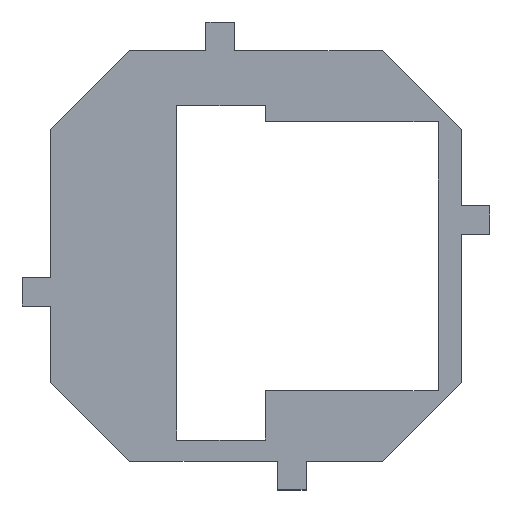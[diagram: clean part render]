
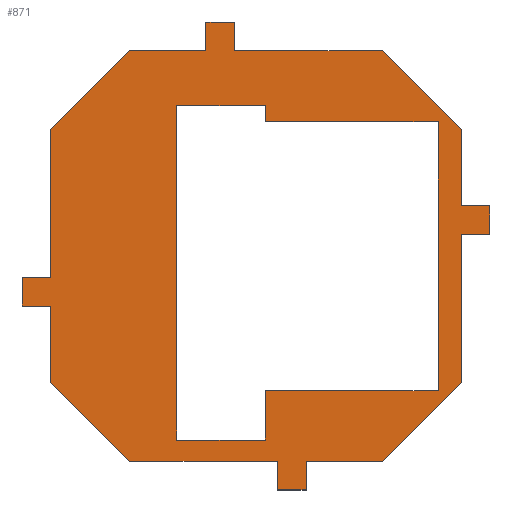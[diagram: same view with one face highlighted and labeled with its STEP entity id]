
A CAD part, top view. The second image highlights one B-rep face of the part: STEP entity #871.
In plain terms, the highlighted planar face has unit normal (0, 0, 1).
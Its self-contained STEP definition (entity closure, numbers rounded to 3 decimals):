
#16=FACE_BOUND('',#104,.T.);
#59=FACE_OUTER_BOUND('',#103,.T.);
#103=EDGE_LOOP('',(#739,#740,#741,#742,#743,#744,#745,#746,#747,#748,#749,
#750,#751,#752,#753,#754,#755,#756,#757,#758,#759,#760,#761,#762));
#104=EDGE_LOOP('',(#763,#764,#765,#766,#767,#768,#769,#770));
#109=LINE('',#1152,#229);
#113=LINE('',#1159,#233);
#116=LINE('',#1165,#236);
#119=LINE('',#1173,#239);
#122=LINE('',#1179,#242);
#125=LINE('',#1185,#245);
#129=LINE('',#1194,#249);
#133=LINE('',#1201,#253);
#136=LINE('',#1207,#256);
#139=LINE('',#1215,#259);
#142=LINE('',#1221,#262);
#145=LINE('',#1227,#265);
#149=LINE('',#1234,#269);
#150=LINE('',#1237,#270);
#155=LINE('',#1246,#275);
#156=LINE('',#1249,#276);
#161=LINE('',#1258,#281);
#162=LINE('',#1261,#282);
#167=LINE('',#1270,#287);
#168=LINE('',#1273,#288);
#201=LINE('',#1337,#321);
#204=LINE('',#1343,#324);
#207=LINE('',#1349,#327);
#210=LINE('',#1355,#330);
#213=LINE('',#1361,#333);
#216=LINE('',#1367,#336);
#219=LINE('',#1373,#339);
#222=LINE('',#1377,#342);
#223=LINE('',#1379,#343);
#224=LINE('',#1381,#344);
#225=LINE('',#1383,#345);
#226=LINE('',#1385,#346);
#229=VECTOR('',#942,10.);
#233=VECTOR('',#948,10.);
#236=VECTOR('',#953,10.);
#239=VECTOR('',#958,10.);
#242=VECTOR('',#963,10.);
#245=VECTOR('',#968,10.);
#249=VECTOR('',#974,10.);
#253=VECTOR('',#980,10.);
#256=VECTOR('',#985,10.);
#259=VECTOR('',#990,10.);
#262=VECTOR('',#995,10.);
#265=VECTOR('',#1000,10.);
#269=VECTOR('',#1006,10.);
#270=VECTOR('',#1009,10.);
#275=VECTOR('',#1016,10.);
#276=VECTOR('',#1019,10.);
#281=VECTOR('',#1026,10.);
#282=VECTOR('',#1029,10.);
#287=VECTOR('',#1036,10.);
#288=VECTOR('',#1039,10.);
#321=VECTOR('',#1092,10.);
#324=VECTOR('',#1097,10.);
#327=VECTOR('',#1102,10.);
#330=VECTOR('',#1107,10.);
#333=VECTOR('',#1112,10.);
#336=VECTOR('',#1117,10.);
#339=VECTOR('',#1122,10.);
#342=VECTOR('',#1127,10.);
#343=VECTOR('',#1130,10.);
#344=VECTOR('',#1133,10.);
#345=VECTOR('',#1136,10.);
#346=VECTOR('',#1139,10.);
#349=VERTEX_POINT('',#1149);
#350=VERTEX_POINT('',#1151);
#352=VERTEX_POINT('',#1157);
#354=VERTEX_POINT('',#1163);
#357=VERTEX_POINT('',#1170);
#358=VERTEX_POINT('',#1172);
#360=VERTEX_POINT('',#1178);
#362=VERTEX_POINT('',#1184);
#365=VERTEX_POINT('',#1191);
#366=VERTEX_POINT('',#1193);
#368=VERTEX_POINT('',#1199);
#370=VERTEX_POINT('',#1205);
#373=VERTEX_POINT('',#1212);
#374=VERTEX_POINT('',#1214);
#376=VERTEX_POINT('',#1220);
#378=VERTEX_POINT('',#1226);
#380=VERTEX_POINT('',#1232);
#381=VERTEX_POINT('',#1236);
#384=VERTEX_POINT('',#1244);
#385=VERTEX_POINT('',#1248);
#388=VERTEX_POINT('',#1256);
#389=VERTEX_POINT('',#1260);
#392=VERTEX_POINT('',#1268);
#393=VERTEX_POINT('',#1272);
#413=VERTEX_POINT('',#1334);
#414=VERTEX_POINT('',#1336);
#416=VERTEX_POINT('',#1342);
#418=VERTEX_POINT('',#1348);
#420=VERTEX_POINT('',#1354);
#422=VERTEX_POINT('',#1360);
#424=VERTEX_POINT('',#1366);
#426=VERTEX_POINT('',#1372);
#429=EDGE_CURVE('',#350,#349,#109,.T.);
#433=EDGE_CURVE('',#349,#352,#113,.T.);
#436=EDGE_CURVE('',#352,#354,#116,.T.);
#439=EDGE_CURVE('',#358,#357,#119,.T.);
#442=EDGE_CURVE('',#360,#358,#122,.T.);
#445=EDGE_CURVE('',#362,#360,#125,.T.);
#449=EDGE_CURVE('',#366,#365,#129,.T.);
#453=EDGE_CURVE('',#365,#368,#133,.T.);
#456=EDGE_CURVE('',#368,#370,#136,.T.);
#459=EDGE_CURVE('',#374,#373,#139,.T.);
#462=EDGE_CURVE('',#376,#374,#142,.T.);
#465=EDGE_CURVE('',#378,#376,#145,.T.);
#469=EDGE_CURVE('',#354,#380,#149,.T.);
#470=EDGE_CURVE('',#381,#350,#150,.T.);
#475=EDGE_CURVE('',#357,#384,#155,.T.);
#476=EDGE_CURVE('',#385,#362,#156,.T.);
#481=EDGE_CURVE('',#370,#388,#161,.T.);
#482=EDGE_CURVE('',#389,#366,#162,.T.);
#487=EDGE_CURVE('',#373,#392,#167,.T.);
#488=EDGE_CURVE('',#393,#378,#168,.T.);
#521=EDGE_CURVE('',#414,#413,#201,.T.);
#524=EDGE_CURVE('',#416,#414,#204,.T.);
#527=EDGE_CURVE('',#418,#416,#207,.T.);
#530=EDGE_CURVE('',#420,#418,#210,.T.);
#533=EDGE_CURVE('',#422,#420,#213,.T.);
#536=EDGE_CURVE('',#424,#422,#216,.T.);
#539=EDGE_CURVE('',#426,#424,#219,.T.);
#542=EDGE_CURVE('',#413,#426,#222,.T.);
#543=EDGE_CURVE('',#384,#389,#223,.T.);
#544=EDGE_CURVE('',#392,#385,#224,.T.);
#545=EDGE_CURVE('',#380,#393,#225,.T.);
#546=EDGE_CURVE('',#388,#381,#226,.T.);
#739=ORIENTED_EDGE('',*,*,#546,.T.);
#740=ORIENTED_EDGE('',*,*,#470,.T.);
#741=ORIENTED_EDGE('',*,*,#429,.T.);
#742=ORIENTED_EDGE('',*,*,#433,.T.);
#743=ORIENTED_EDGE('',*,*,#436,.T.);
#744=ORIENTED_EDGE('',*,*,#469,.T.);
#745=ORIENTED_EDGE('',*,*,#545,.T.);
#746=ORIENTED_EDGE('',*,*,#488,.T.);
#747=ORIENTED_EDGE('',*,*,#465,.T.);
#748=ORIENTED_EDGE('',*,*,#462,.T.);
#749=ORIENTED_EDGE('',*,*,#459,.T.);
#750=ORIENTED_EDGE('',*,*,#487,.T.);
#751=ORIENTED_EDGE('',*,*,#544,.T.);
#752=ORIENTED_EDGE('',*,*,#476,.T.);
#753=ORIENTED_EDGE('',*,*,#445,.T.);
#754=ORIENTED_EDGE('',*,*,#442,.T.);
#755=ORIENTED_EDGE('',*,*,#439,.T.);
#756=ORIENTED_EDGE('',*,*,#475,.T.);
#757=ORIENTED_EDGE('',*,*,#543,.T.);
#758=ORIENTED_EDGE('',*,*,#482,.T.);
#759=ORIENTED_EDGE('',*,*,#449,.T.);
#760=ORIENTED_EDGE('',*,*,#453,.T.);
#761=ORIENTED_EDGE('',*,*,#456,.T.);
#762=ORIENTED_EDGE('',*,*,#481,.T.);
#763=ORIENTED_EDGE('',*,*,#542,.T.);
#764=ORIENTED_EDGE('',*,*,#539,.T.);
#765=ORIENTED_EDGE('',*,*,#536,.T.);
#766=ORIENTED_EDGE('',*,*,#533,.T.);
#767=ORIENTED_EDGE('',*,*,#530,.T.);
#768=ORIENTED_EDGE('',*,*,#527,.T.);
#769=ORIENTED_EDGE('',*,*,#524,.T.);
#770=ORIENTED_EDGE('',*,*,#521,.T.);
#828=PLANE('',#934);
#871=ADVANCED_FACE('',(#59,#16),#828,.T.);
#934=AXIS2_PLACEMENT_3D('',#1386,#1140,#1141);
#942=DIRECTION('',(0.,1.,0.));
#948=DIRECTION('',(-1.,0.,0.));
#953=DIRECTION('',(0.,-1.,0.));
#958=DIRECTION('',(0.,1.,0.));
#963=DIRECTION('',(1.,0.,0.));
#968=DIRECTION('',(0.,-1.,0.));
#974=DIRECTION('',(1.,0.,0.));
#980=DIRECTION('',(0.,1.,0.));
#985=DIRECTION('',(-1.,0.,0.));
#990=DIRECTION('',(1.,0.,0.));
#995=DIRECTION('',(0.,-1.,0.));
#1000=DIRECTION('',(-1.,0.,0.));
#1006=DIRECTION('',(-1.,0.,0.));
#1009=DIRECTION('',(-1.,0.,0.));
#1016=DIRECTION('',(1.,0.,0.));
#1019=DIRECTION('',(1.,0.,0.));
#1026=DIRECTION('',(0.,1.,0.));
#1029=DIRECTION('',(0.,1.,0.));
#1036=DIRECTION('',(0.,-1.,0.));
#1039=DIRECTION('',(0.,-1.,0.));
#1092=DIRECTION('',(1.,0.,0.));
#1097=DIRECTION('',(0.,-1.,0.));
#1102=DIRECTION('',(1.,0.,0.));
#1107=DIRECTION('',(0.,1.,0.));
#1112=DIRECTION('',(-1.,0.,0.));
#1117=DIRECTION('',(0.,-1.,0.));
#1122=DIRECTION('',(-1.,0.,0.));
#1127=DIRECTION('',(0.,-1.,0.));
#1130=DIRECTION('',(0.707,0.707,0.));
#1133=DIRECTION('',(0.707,-0.707,0.));
#1136=DIRECTION('',(-0.707,-0.707,0.));
#1139=DIRECTION('',(-0.707,0.707,0.));
#1140=DIRECTION('center_axis',(0.,0.,1.));
#1141=DIRECTION('ref_axis',(1.,0.,0.));
#1149=CARTESIAN_POINT('',(-30.178,49.696,2.));
#1151=CARTESIAN_POINT('',(-30.178,45.696,2.));
#1152=CARTESIAN_POINT('',(-30.178,45.696,2.));
#1157=CARTESIAN_POINT('',(-34.178,49.696,2.));
#1159=CARTESIAN_POINT('',(-30.178,49.696,2.));
#1163=CARTESIAN_POINT('',(-34.178,45.696,2.));
#1165=CARTESIAN_POINT('',(-34.178,49.696,2.));
#1170=CARTESIAN_POINT('',(-20.178,-11.66,2.));
#1172=CARTESIAN_POINT('',(-20.178,-15.66,2.));
#1173=CARTESIAN_POINT('',(-20.178,-15.66,2.));
#1178=CARTESIAN_POINT('',(-24.178,-15.66,2.));
#1179=CARTESIAN_POINT('',(-24.178,-15.66,2.));
#1184=CARTESIAN_POINT('',(-24.178,-11.66,2.));
#1185=CARTESIAN_POINT('',(-24.178,-11.66,2.));
#1191=CARTESIAN_POINT('',(5.5,20.018,2.));
#1193=CARTESIAN_POINT('',(1.5,20.018,2.));
#1194=CARTESIAN_POINT('',(1.5,20.018,2.));
#1199=CARTESIAN_POINT('',(5.5,24.018,2.));
#1201=CARTESIAN_POINT('',(5.5,20.018,2.));
#1205=CARTESIAN_POINT('',(1.5,24.018,2.));
#1207=CARTESIAN_POINT('',(5.5,24.018,2.));
#1212=CARTESIAN_POINT('',(-55.856,10.018,2.));
#1214=CARTESIAN_POINT('',(-59.856,10.018,2.));
#1215=CARTESIAN_POINT('',(-59.856,10.018,2.));
#1220=CARTESIAN_POINT('',(-59.856,14.018,2.));
#1221=CARTESIAN_POINT('',(-59.856,14.018,2.));
#1226=CARTESIAN_POINT('',(-55.856,14.018,2.));
#1227=CARTESIAN_POINT('',(-55.856,14.018,2.));
#1232=CARTESIAN_POINT('',(-44.817,45.696,2.));
#1234=CARTESIAN_POINT('',(-9.539,45.696,2.));
#1236=CARTESIAN_POINT('',(-9.539,45.696,2.));
#1237=CARTESIAN_POINT('',(-9.539,45.696,2.));
#1244=CARTESIAN_POINT('',(-9.539,-11.66,2.));
#1246=CARTESIAN_POINT('',(-44.817,-11.66,2.));
#1248=CARTESIAN_POINT('',(-44.817,-11.66,2.));
#1249=CARTESIAN_POINT('',(-44.817,-11.66,2.));
#1256=CARTESIAN_POINT('',(1.5,34.657,2.));
#1258=CARTESIAN_POINT('',(1.5,-0.621,2.));
#1260=CARTESIAN_POINT('',(1.5,-0.621,2.));
#1261=CARTESIAN_POINT('',(1.5,-0.621,2.));
#1268=CARTESIAN_POINT('',(-55.856,-0.621,2.));
#1270=CARTESIAN_POINT('',(-55.856,34.657,2.));
#1272=CARTESIAN_POINT('',(-55.856,34.657,2.));
#1273=CARTESIAN_POINT('',(-55.856,34.657,2.));
#1334=CARTESIAN_POINT('',(-1.736,35.75,2.));
#1336=CARTESIAN_POINT('',(-25.891,35.75,2.));
#1337=CARTESIAN_POINT('',(-26.284,35.75,2.));
#1342=CARTESIAN_POINT('',(-25.891,38.022,2.));
#1343=CARTESIAN_POINT('',(-25.891,38.022,2.));
#1348=CARTESIAN_POINT('',(-38.241,38.022,2.));
#1349=CARTESIAN_POINT('',(-38.241,38.022,2.));
#1354=CARTESIAN_POINT('',(-38.241,-8.698,2.));
#1355=CARTESIAN_POINT('',(-38.241,-8.698,2.));
#1360=CARTESIAN_POINT('',(-25.891,-8.698,2.));
#1361=CARTESIAN_POINT('',(-25.891,-8.698,2.));
#1366=CARTESIAN_POINT('',(-25.891,-1.798,2.));
#1367=CARTESIAN_POINT('',(-25.891,38.022,2.));
#1372=CARTESIAN_POINT('',(-1.736,-1.798,2.));
#1373=CARTESIAN_POINT('',(-1.736,-1.798,2.));
#1377=CARTESIAN_POINT('',(-1.736,35.75,2.));
#1379=CARTESIAN_POINT('',(-9.539,-11.66,2.));
#1381=CARTESIAN_POINT('',(-55.856,-0.621,2.));
#1383=CARTESIAN_POINT('',(-44.817,45.696,2.));
#1385=CARTESIAN_POINT('',(1.5,34.657,2.));
#1386=CARTESIAN_POINT('Origin',(-27.178,17.018,2.));
